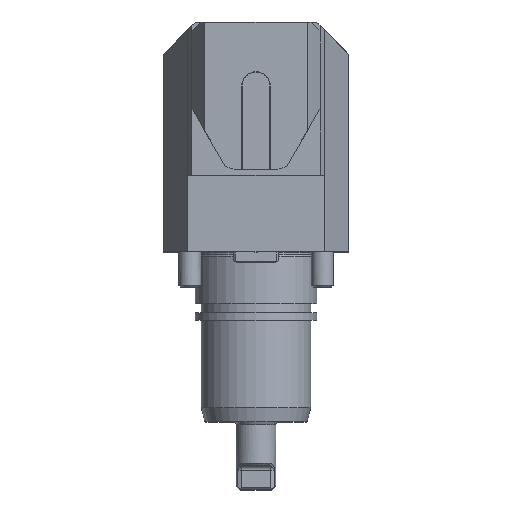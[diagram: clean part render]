
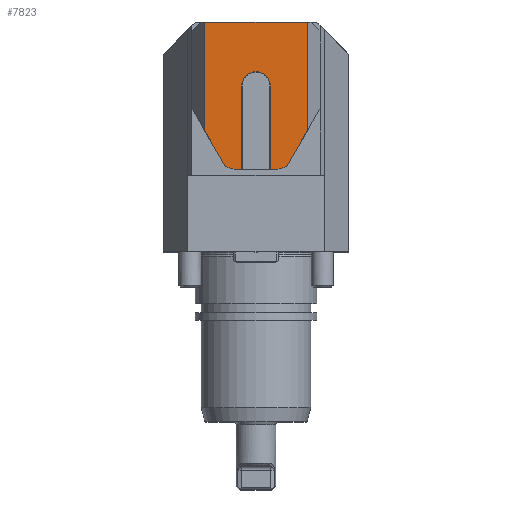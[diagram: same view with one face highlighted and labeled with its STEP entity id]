
A CAD part, top view. The second image highlights one B-rep face of the part: STEP entity #7823.
In plain terms, the highlighted planar face has unit normal (0, 0, 1).
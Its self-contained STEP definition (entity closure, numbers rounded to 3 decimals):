
#106 = CARTESIAN_POINT ( 'NONE',  ( 23.226, 20.729, 96.5 ) ) ;
#433 = CARTESIAN_POINT ( 'NONE',  ( 23.226, 70., 96.5 ) ) ;
#449 = LINE ( 'NONE', #22437, #13088 ) ;
#569 = CARTESIAN_POINT ( 'NONE',  ( -8.775, 3., 96.5 ) ) ;
#764 = EDGE_CURVE ( 'NONE', #18863, #22962, #7157, .T. ) ;
#916 = EDGE_CURVE ( 'NONE', #1466, #24119, #2159, .T. ) ;
#1096 = EDGE_CURVE ( 'NONE', #24119, #1682, #449, .T. ) ;
#1224 = CARTESIAN_POINT ( 'NONE',  ( -6.5, 41., 96.5 ) ) ;
#1378 = DIRECTION ( 'NONE',  ( 0., -1., 0. ) ) ;
#1466 = VERTEX_POINT ( 'NONE', #12349 ) ;
#1606 = ORIENTED_EDGE ( 'NONE', *, *, #11855, .T. ) ;
#1682 = VERTEX_POINT ( 'NONE', #21877 ) ;
#1847 = VERTEX_POINT ( 'NONE', #24432 ) ;
#2092 = LINE ( 'NONE', #7927, #4221 ) ;
#2159 = LINE ( 'NONE', #23728, #4886 ) ;
#3016 = DIRECTION ( 'NONE',  ( 0., 0., 1. ) ) ;
#3069 = LINE ( 'NONE', #16134, #21458 ) ;
#3074 = CARTESIAN_POINT ( 'NONE',  ( 0., 41., 96.5 ) ) ;
#3258 = ORIENTED_EDGE ( 'NONE', *, *, #12169, .T. ) ;
#3597 = CARTESIAN_POINT ( 'NONE',  ( 0., 41., 96.5 ) ) ;
#3638 = VERTEX_POINT ( 'NONE', #569 ) ;
#3826 = VERTEX_POINT ( 'NONE', #20351 ) ;
#4115 = AXIS2_PLACEMENT_3D ( 'NONE', #19047, #12694, #18796 ) ;
#4221 = VECTOR ( 'NONE', #27763, 1000. ) ;
#4886 = VECTOR ( 'NONE', #6575, 1000. ) ;
#5007 = CARTESIAN_POINT ( 'NONE',  ( -6.5, 41., 96.5 ) ) ;
#5080 = EDGE_CURVE ( 'NONE', #1847, #16092, #3069, .T. ) ;
#5208 = DIRECTION ( 'NONE',  ( 0., -1., 0. ) ) ;
#5469 = CIRCLE ( 'NONE', #13670, 39. ) ;
#5979 = DIRECTION ( 'NONE',  ( 0.5, -0.866, 0. ) ) ;
#6203 = ORIENTED_EDGE ( 'NONE', *, *, #14831, .F. ) ;
#6396 = LINE ( 'NONE', #12939, #13739 ) ;
#6575 = DIRECTION ( 'NONE',  ( -1., 0., 0. ) ) ;
#7068 = ORIENTED_EDGE ( 'NONE', *, *, #22372, .T. ) ;
#7157 = LINE ( 'NONE', #5007, #17590 ) ;
#7823 = ADVANCED_FACE ( 'Defeature completata1_320', ( #16538 ), #12018, .T. ) ;
#7927 = CARTESIAN_POINT ( 'NONE',  ( 23.226, 41., 96.5 ) ) ;
#8135 = DIRECTION ( 'NONE',  ( 0., 0., 1. ) ) ;
#8901 = ORIENTED_EDGE ( 'NONE', *, *, #16968, .F. ) ;
#9334 = LINE ( 'NONE', #18101, #24177 ) ;
#9345 = EDGE_CURVE ( 'NONE', #16673, #3638, #24064, .T. ) ;
#9498 = EDGE_CURVE ( 'NONE', #1466, #3826, #5469, .T. ) ;
#9578 = LINE ( 'NONE', #24746, #27079 ) ;
#9833 = CARTESIAN_POINT ( 'NONE',  ( 0., 41., 96.5 ) ) ;
#10076 = CARTESIAN_POINT ( 'NONE',  ( 6.5, 3., 96.5 ) ) ;
#11684 = DIRECTION ( 'NONE',  ( 0., 1., 0. ) ) ;
#11855 = EDGE_CURVE ( 'NONE', #24621, #17898, #2092, .T. ) ;
#11946 = AXIS2_PLACEMENT_3D ( 'NONE', #3597, #8135, #22904 ) ;
#12018 = PLANE ( 'NONE',  #11946 ) ;
#12169 = EDGE_CURVE ( 'NONE', #17898, #1847, #9334, .T. ) ;
#12180 = ORIENTED_EDGE ( 'NONE', *, *, #27436, .T. ) ;
#12349 = CARTESIAN_POINT ( 'NONE',  ( 8.775, 3., 96.5 ) ) ;
#12694 = DIRECTION ( 'NONE',  ( 0., 0., 1. ) ) ;
#12792 = CARTESIAN_POINT ( 'NONE',  ( -29., 30.729, 96.5 ) ) ;
#12939 = CARTESIAN_POINT ( 'NONE',  ( 0., 3., 96.5 ) ) ;
#13088 = VECTOR ( 'NONE', #11684, 1000. ) ;
#13670 = AXIS2_PLACEMENT_3D ( 'NONE', #9833, #3016, #18478 ) ;
#13690 = DIRECTION ( 'NONE',  ( 0., -1., 0. ) ) ;
#13739 = VECTOR ( 'NONE', #19424, 1000. ) ;
#14831 = EDGE_CURVE ( 'NONE', #1682, #18863, #18350, .T. ) ;
#15370 = ORIENTED_EDGE ( 'NONE', *, *, #916, .F. ) ;
#16092 = VERTEX_POINT ( 'NONE', #20201 ) ;
#16134 = CARTESIAN_POINT ( 'NONE',  ( -23.226, 41., 96.5 ) ) ;
#16538 = FACE_OUTER_BOUND ( 'NONE', #24889, .T. ) ;
#16673 = VERTEX_POINT ( 'NONE', #17675 ) ;
#16968 = EDGE_CURVE ( 'NONE', #22962, #3638, #6396, .T. ) ;
#17304 = ORIENTED_EDGE ( 'NONE', *, *, #9498, .T. ) ;
#17590 = VECTOR ( 'NONE', #13690, 1000. ) ;
#17675 = CARTESIAN_POINT ( 'NONE',  ( -13.889, 4.557, 96.5 ) ) ;
#17853 = DIRECTION ( 'NONE',  ( 0.5, 0.866, 0. ) ) ;
#17898 = VERTEX_POINT ( 'NONE', #433 ) ;
#18101 = CARTESIAN_POINT ( 'NONE',  ( -25., 70., 96.5 ) ) ;
#18350 = CIRCLE ( 'NONE', #19246, 6.5 ) ;
#18407 = DIRECTION ( 'NONE',  ( 0., 0., 1. ) ) ;
#18478 = DIRECTION ( 'NONE',  ( 0., -1., 0. ) ) ;
#18796 = DIRECTION ( 'NONE',  ( 0., -1., 0. ) ) ;
#18863 = VERTEX_POINT ( 'NONE', #1224 ) ;
#19047 = CARTESIAN_POINT ( 'NONE',  ( 0., 41., 96.5 ) ) ;
#19246 = AXIS2_PLACEMENT_3D ( 'NONE', #3074, #18407, #1378 ) ;
#19424 = DIRECTION ( 'NONE',  ( -1., 0., 0. ) ) ;
#19548 = ORIENTED_EDGE ( 'NONE', *, *, #764, .F. ) ;
#20201 = CARTESIAN_POINT ( 'NONE',  ( -23.226, 20.729, 96.5 ) ) ;
#20351 = CARTESIAN_POINT ( 'NONE',  ( 13.889, 4.557, 96.5 ) ) ;
#21285 = ORIENTED_EDGE ( 'NONE', *, *, #1096, .F. ) ;
#21458 = VECTOR ( 'NONE', #5208, 1000. ) ;
#21877 = CARTESIAN_POINT ( 'NONE',  ( 6.5, 41., 96.5 ) ) ;
#22372 = EDGE_CURVE ( 'NONE', #16092, #16673, #25408, .T. ) ;
#22437 = CARTESIAN_POINT ( 'NONE',  ( 6.5, 41., 96.5 ) ) ;
#22904 = DIRECTION ( 'NONE',  ( 0., -1., 0. ) ) ;
#22962 = VERTEX_POINT ( 'NONE', #25726 ) ;
#23728 = CARTESIAN_POINT ( 'NONE',  ( 0., 3., 96.5 ) ) ;
#24064 = CIRCLE ( 'NONE', #4115, 39. ) ;
#24119 = VERTEX_POINT ( 'NONE', #10076 ) ;
#24177 = VECTOR ( 'NONE', #26757, 1000. ) ;
#24432 = CARTESIAN_POINT ( 'NONE',  ( -23.226, 70., 96.5 ) ) ;
#24621 = VERTEX_POINT ( 'NONE', #106 ) ;
#24746 = CARTESIAN_POINT ( 'NONE',  ( 29., 30.729, 96.5 ) ) ;
#24889 = EDGE_LOOP ( 'NONE', ( #12180, #1606, #3258, #26130, #7068, #27613, #8901, #19548, #6203, #21285, #15370, #17304 ) ) ;
#25408 = LINE ( 'NONE', #12792, #26938 ) ;
#25726 = CARTESIAN_POINT ( 'NONE',  ( -6.5, 3., 96.5 ) ) ;
#26130 = ORIENTED_EDGE ( 'NONE', *, *, #5080, .T. ) ;
#26757 = DIRECTION ( 'NONE',  ( -1., 0., 0. ) ) ;
#26938 = VECTOR ( 'NONE', #5979, 1000. ) ;
#27079 = VECTOR ( 'NONE', #17853, 1000. ) ;
#27436 = EDGE_CURVE ( 'NONE', #3826, #24621, #9578, .T. ) ;
#27613 = ORIENTED_EDGE ( 'NONE', *, *, #9345, .T. ) ;
#27763 = DIRECTION ( 'NONE',  ( 0., 1., 0. ) ) ;
